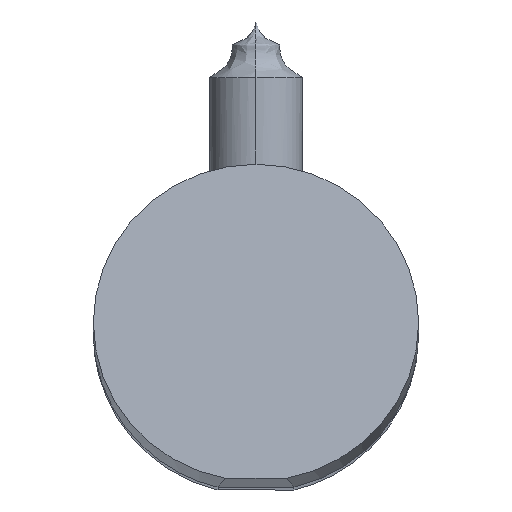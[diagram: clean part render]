
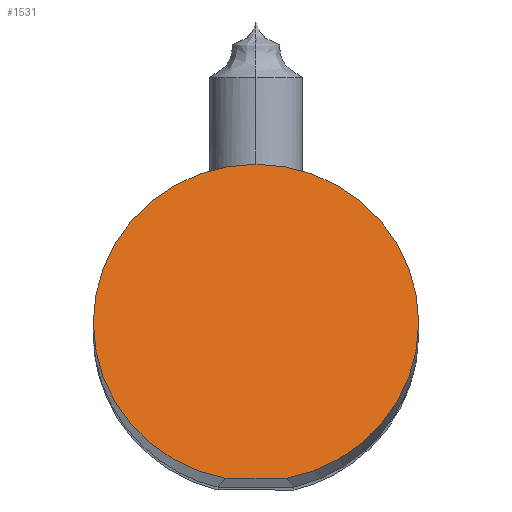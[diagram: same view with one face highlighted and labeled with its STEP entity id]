
A CAD part, top view. The second image highlights one B-rep face of the part: STEP entity #1531.
In plain terms, the highlighted planar face has unit normal (0, 0.225, 0.974).
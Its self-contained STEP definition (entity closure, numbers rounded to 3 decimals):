
#541 = CARTESIAN_POINT ( 'NONE',  ( 10.5, 0., 50.834 ) ) ;
#542 = DIRECTION ( 'NONE',  ( -1., 0., 0. ) ) ;
#543 = DIRECTION ( 'NONE',  ( 0., -0.225, -0.974 ) ) ;
#544 = CARTESIAN_POINT ( 'NONE',  ( 0., 0., 50.834 ) ) ;
#545 = AXIS2_PLACEMENT_3D ( 'NONE', #544, #543, #542 ) ;
#546 = CIRCLE ( 'NONE', #545, 10.5 ) ;
#547 = CARTESIAN_POINT ( 'NONE',  ( -10.5, 0., 50.834 ) ) ;
#947 = CARTESIAN_POINT ( 'NONE',  ( 0., -10.05, 53.155 ) ) ;
#948 = LINE ( 'NONE', #947, #957 ) ;
#956 = DIRECTION ( 'NONE',  ( 1., 0., 0. ) ) ;
#957 = VECTOR ( 'NONE', #956, 1000. ) ;
#1291 = CARTESIAN_POINT ( 'NONE',  ( -1.967, -10.05, 53.155 ) ) ;
#1300 = CARTESIAN_POINT ( 'NONE',  ( 1.967, -10.05, 53.155 ) ) ;
#1301 = DIRECTION ( 'NONE',  ( -1., 0., 0. ) ) ;
#1302 = DIRECTION ( 'NONE',  ( 0., -0.225, -0.974 ) ) ;
#1303 = AXIS2_PLACEMENT_3D ( 'NONE', #1377, #1302, #1301 ) ;
#1304 = CIRCLE ( 'NONE', #1303, 10.5 ) ;
#1377 = CARTESIAN_POINT ( 'NONE',  ( 0., 0., 50.834 ) ) ;
#1514 = ORIENTED_EDGE ( 'NONE', *, *, #1634, .F. ) ;
#1515 = ORIENTED_EDGE ( 'NONE', *, *, #1656, .F. ) ;
#1526 = EDGE_CURVE ( 'NONE', #1603, #1654, #2387, .T. ) ;
#1531 = ADVANCED_FACE ( 'NONE', ( #2236 ), #2364, .F. ) ;
#1588 = ORIENTED_EDGE ( 'NONE', *, *, #1526, .F. ) ;
#1602 = ORIENTED_EDGE ( 'NONE', *, *, #1669, .T. ) ;
#1603 = VERTEX_POINT ( 'NONE', #1291 ) ;
#1634 = EDGE_CURVE ( 'NONE', #1657, #1635, #1304, .T. ) ;
#1635 = VERTEX_POINT ( 'NONE', #1300 ) ;
#1654 = VERTEX_POINT ( 'NONE', #547 ) ;
#1656 = EDGE_CURVE ( 'NONE', #1654, #1657, #546, .T. ) ;
#1657 = VERTEX_POINT ( 'NONE', #541 ) ;
#1667 = EDGE_LOOP ( 'NONE', ( #1588, #1602, #1514, #1515 ) ) ;
#1669 = EDGE_CURVE ( 'NONE', #1603, #1635, #948, .T. ) ;
#2236 = FACE_OUTER_BOUND ( 'NONE', #1667, .T. ) ;
#2360 = DIRECTION ( 'NONE',  ( -1., 0., 0. ) ) ;
#2361 = DIRECTION ( 'NONE',  ( 0., -0.225, -0.974 ) ) ;
#2362 = CARTESIAN_POINT ( 'NONE',  ( 0., 0., 50.834 ) ) ;
#2363 = AXIS2_PLACEMENT_3D ( 'NONE', #2362, #2361, #2360 ) ;
#2364 = PLANE ( 'NONE',  #2363 ) ;
#2383 = DIRECTION ( 'NONE',  ( -1., 0., 0. ) ) ;
#2384 = DIRECTION ( 'NONE',  ( 0., -0.225, -0.974 ) ) ;
#2385 = CARTESIAN_POINT ( 'NONE',  ( 0., 0., 50.834 ) ) ;
#2386 = AXIS2_PLACEMENT_3D ( 'NONE', #2385, #2384, #2383 ) ;
#2387 = CIRCLE ( 'NONE', #2386, 10.5 ) ;
